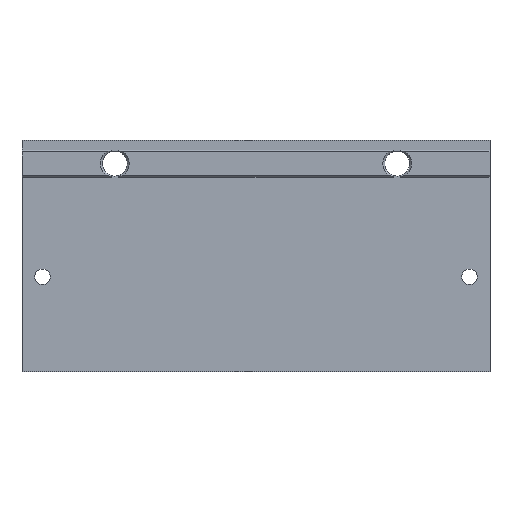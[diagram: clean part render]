
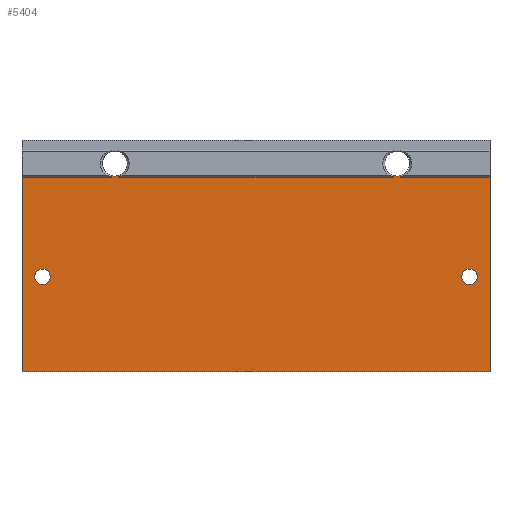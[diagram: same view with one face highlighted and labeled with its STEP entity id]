
A CAD part, top view. The second image highlights one B-rep face of the part: STEP entity #5404.
In plain terms, the highlighted planar face has unit normal (0, 0, 1).
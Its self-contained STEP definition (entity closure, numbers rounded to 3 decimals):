
#184=CIRCLE('',#5711,2.7);
#196=CIRCLE('',#5735,2.7);
#197=CIRCLE('',#5747,1.67);
#198=CIRCLE('',#5748,1.67);
#330=FACE_BOUND('',#987,.T.);
#331=FACE_BOUND('',#988,.T.);
#635=FACE_OUTER_BOUND('',#986,.T.);
#986=EDGE_LOOP('',(#4482,#4483,#4484,#4485,#4486,#4487,#4488,#4489,#4490,
#4491,#4492,#4493));
#987=EDGE_LOOP('',(#4494));
#988=EDGE_LOOP('',(#4495));
#1424=LINE('',#8795,#1955);
#1434=LINE('',#8814,#1965);
#1436=LINE('',#8818,#1967);
#1468=LINE('',#8966,#1999);
#1470=LINE('',#8970,#2001);
#1474=LINE('',#8979,#2005);
#1484=LINE('',#8998,#2015);
#1485=LINE('',#9001,#2016);
#1486=LINE('',#9002,#2017);
#1487=LINE('',#9003,#2018);
#1955=VECTOR('',#6546,10.);
#1965=VECTOR('',#6560,10.);
#1967=VECTOR('',#6564,10.);
#1999=VECTOR('',#6662,10.);
#2001=VECTOR('',#6666,10.);
#2005=VECTOR('',#6676,10.);
#2015=VECTOR('',#6696,10.);
#2016=VECTOR('',#6699,10.);
#2017=VECTOR('',#6700,10.);
#2018=VECTOR('',#6701,10.);
#2495=VERTEX_POINT('',#8792);
#2496=VERTEX_POINT('',#8794);
#2503=VERTEX_POINT('',#8812);
#2504=VERTEX_POINT('',#8816);
#2513=VERTEX_POINT('',#8837);
#2549=VERTEX_POINT('',#8958);
#2550=VERTEX_POINT('',#8960);
#2551=VERTEX_POINT('',#8964);
#2552=VERTEX_POINT('',#8968);
#2554=VERTEX_POINT('',#8978);
#2558=VERTEX_POINT('',#8996);
#2559=VERTEX_POINT('',#9000);
#2560=VERTEX_POINT('',#9004);
#2561=VERTEX_POINT('',#9006);
#3155=EDGE_CURVE('',#2496,#2495,#1424,.T.);
#3165=EDGE_CURVE('',#2495,#2503,#1434,.T.);
#3167=EDGE_CURVE('',#2504,#2503,#1436,.T.);
#3178=EDGE_CURVE('',#2513,#2504,#184,.T.);
#3227=EDGE_CURVE('',#2549,#2550,#196,.T.);
#3230=EDGE_CURVE('',#2551,#2549,#1468,.T.);
#3232=EDGE_CURVE('',#2552,#2513,#1470,.T.);
#3236=EDGE_CURVE('',#2550,#2554,#1474,.T.);
#3246=EDGE_CURVE('',#2551,#2558,#1484,.T.);
#3247=EDGE_CURVE('',#2559,#2558,#1485,.T.);
#3248=EDGE_CURVE('',#2559,#2496,#1486,.T.);
#3249=EDGE_CURVE('',#2552,#2554,#1487,.T.);
#3250=EDGE_CURVE('',#2560,#2560,#197,.T.);
#3251=EDGE_CURVE('',#2561,#2561,#198,.T.);
#4482=ORIENTED_EDGE('',*,*,#3246,.T.);
#4483=ORIENTED_EDGE('',*,*,#3247,.F.);
#4484=ORIENTED_EDGE('',*,*,#3248,.T.);
#4485=ORIENTED_EDGE('',*,*,#3155,.T.);
#4486=ORIENTED_EDGE('',*,*,#3165,.T.);
#4487=ORIENTED_EDGE('',*,*,#3167,.F.);
#4488=ORIENTED_EDGE('',*,*,#3178,.F.);
#4489=ORIENTED_EDGE('',*,*,#3232,.F.);
#4490=ORIENTED_EDGE('',*,*,#3249,.T.);
#4491=ORIENTED_EDGE('',*,*,#3236,.F.);
#4492=ORIENTED_EDGE('',*,*,#3227,.F.);
#4493=ORIENTED_EDGE('',*,*,#3230,.F.);
#4494=ORIENTED_EDGE('',*,*,#3250,.T.);
#4495=ORIENTED_EDGE('',*,*,#3251,.T.);
#5196=PLANE('',#5746);
#5404=ADVANCED_FACE('',(#635,#330,#331),#5196,.T.);
#5711=AXIS2_PLACEMENT_3D('',#8839,#6583,#6584);
#5735=AXIS2_PLACEMENT_3D('',#8961,#6656,#6657);
#5746=AXIS2_PLACEMENT_3D('',#8999,#6697,#6698);
#5747=AXIS2_PLACEMENT_3D('',#9005,#6702,#6703);
#5748=AXIS2_PLACEMENT_3D('',#9007,#6704,#6705);
#6546=DIRECTION('',(0.,1.,0.));
#6560=DIRECTION('',(-1.,0.,0.));
#6564=DIRECTION('',(0.,-1.,0.));
#6583=DIRECTION('center_axis',(0.,0.,1.));
#6584=DIRECTION('ref_axis',(-1.,0.,0.));
#6656=DIRECTION('center_axis',(0.,0.,1.));
#6657=DIRECTION('ref_axis',(-1.,0.,0.));
#6662=DIRECTION('',(0.,1.,0.));
#6666=DIRECTION('',(0.,1.,0.));
#6676=DIRECTION('',(0.,-1.,0.));
#6696=DIRECTION('',(-1.,0.,0.));
#6697=DIRECTION('center_axis',(0.,0.,1.));
#6698=DIRECTION('ref_axis',(1.,0.,0.));
#6699=DIRECTION('',(0.,1.,0.));
#6700=DIRECTION('',(1.,0.,0.));
#6701=DIRECTION('',(-1.,0.,0.));
#6702=DIRECTION('center_axis',(0.,0.,-1.));
#6703=DIRECTION('ref_axis',(-1.,0.,0.));
#6704=DIRECTION('center_axis',(0.,0.,-1.));
#6705=DIRECTION('ref_axis',(-1.,0.,0.));
#8792=CARTESIAN_POINT('',(50.4,29.5,6.));
#8794=CARTESIAN_POINT('',(50.4,-12.4,6.));
#8795=CARTESIAN_POINT('',(50.4,-12.4,6.));
#8812=CARTESIAN_POINT('',(31.2,29.5,6.));
#8814=CARTESIAN_POINT('',(25.2,29.5,6.));
#8816=CARTESIAN_POINT('',(31.2,29.821,6.));
#8818=CARTESIAN_POINT('',(31.2,38.304,6.));
#8837=CARTESIAN_POINT('',(29.6,29.821,6.));
#8839=CARTESIAN_POINT('Origin',(30.4,32.4,6.));
#8958=CARTESIAN_POINT('',(-31.2,29.821,6.));
#8960=CARTESIAN_POINT('',(-29.6,29.821,6.));
#8961=CARTESIAN_POINT('Origin',(-30.4,32.4,6.));
#8964=CARTESIAN_POINT('',(-31.2,29.5,6.));
#8966=CARTESIAN_POINT('',(-31.2,28.8,6.));
#8968=CARTESIAN_POINT('',(29.6,29.5,6.));
#8970=CARTESIAN_POINT('',(29.6,28.039,6.));
#8978=CARTESIAN_POINT('',(-29.6,29.5,6.));
#8979=CARTESIAN_POINT('',(-29.6,36.594,6.));
#8996=CARTESIAN_POINT('',(-50.4,29.5,6.));
#8998=CARTESIAN_POINT('',(25.2,29.5,6.));
#8999=CARTESIAN_POINT('Origin',(0.,0.,6.));
#9000=CARTESIAN_POINT('',(-50.4,-12.4,6.));
#9001=CARTESIAN_POINT('',(-50.4,12.4,6.));
#9002=CARTESIAN_POINT('',(-50.4,-12.4,6.));
#9003=CARTESIAN_POINT('',(25.2,29.5,6.));
#9004=CARTESIAN_POINT('',(-44.33,8.,6.));
#9005=CARTESIAN_POINT('Origin',(-46.,8.,6.));
#9006=CARTESIAN_POINT('',(47.67,8.,6.));
#9007=CARTESIAN_POINT('Origin',(46.,8.,6.));
